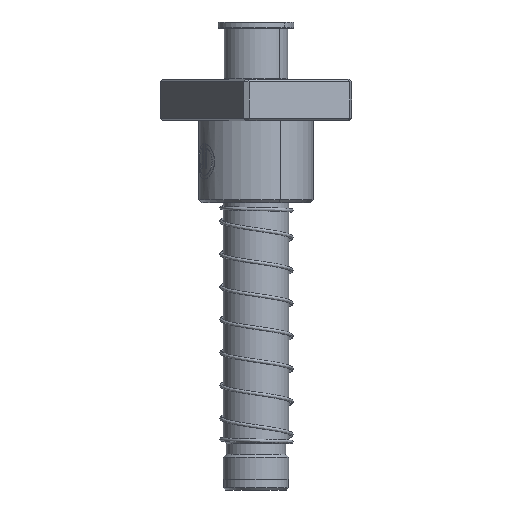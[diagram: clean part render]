
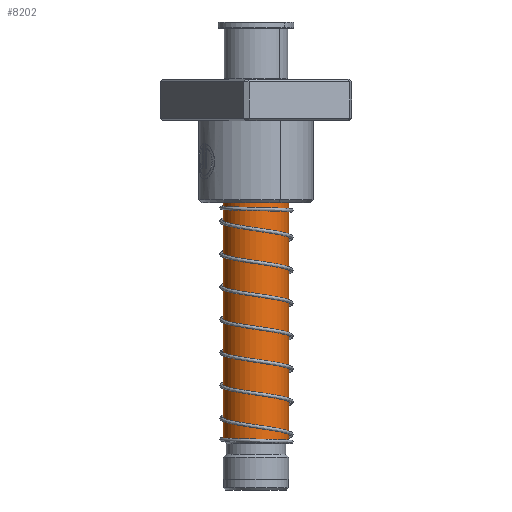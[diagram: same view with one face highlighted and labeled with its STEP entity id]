
A CAD part, front view. The second image highlights one B-rep face of the part: STEP entity #8202.
In plain terms, the highlighted cylindrical face has radius 16 mm (diameter 32 mm), a partial arc.
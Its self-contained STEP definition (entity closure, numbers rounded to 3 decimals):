
#2491 = ORIENTED_EDGE ( 'NONE', *, *, #6858, .F. ) ;
#2637 = EDGE_CURVE ( 'NONE', #15546, #8661, #3640, .T. ) ;
#3640 = CIRCLE ( 'NONE', #34532, 16. ) ;
#4618 = AXIS2_PLACEMENT_3D ( 'NONE', #33293, #25440, #17260 ) ;
#4658 = ORIENTED_EDGE ( 'NONE', *, *, #30580, .F. ) ;
#5506 = DIRECTION ( 'NONE',  ( 0., 0., -1. ) ) ;
#6122 = ORIENTED_EDGE ( 'NONE', *, *, #30679, .T. ) ;
#6286 = VECTOR ( 'NONE', #5506, 1000. ) ;
#6315 = DIRECTION ( 'NONE',  ( 0., 0., -1. ) ) ;
#6858 = EDGE_CURVE ( 'NONE', #15546, #29766, #14630, .T. ) ;
#6960 = DIRECTION ( 'NONE',  ( 0., 0., -1. ) ) ;
#7508 = CARTESIAN_POINT ( 'NONE',  ( 16., 0., 24. ) ) ;
#8202 = ADVANCED_FACE ( 'NONE', ( #32525 ), #11643, .T. ) ;
#8458 = LINE ( 'NONE', #30607, #32317 ) ;
#8661 = VERTEX_POINT ( 'NONE', #24209 ) ;
#10686 = CARTESIAN_POINT ( 'NONE',  ( 16., 0., 200. ) ) ;
#11643 = CYLINDRICAL_SURFACE ( 'NONE', #20343, 16. ) ;
#11829 = CIRCLE ( 'NONE', #4618, 16. ) ;
#14630 = LINE ( 'NONE', #10686, #6286 ) ;
#15546 = VERTEX_POINT ( 'NONE', #17862 ) ;
#16465 = DIRECTION ( 'NONE',  ( -1., 0., 0. ) ) ;
#16691 = DIRECTION ( 'NONE',  ( 0., 0., -1. ) ) ;
#17260 = DIRECTION ( 'NONE',  ( -1., 0., 0. ) ) ;
#17862 = CARTESIAN_POINT ( 'NONE',  ( 16., 0., 197.5 ) ) ;
#19484 = CARTESIAN_POINT ( 'NONE',  ( -16., 0., 24. ) ) ;
#19749 = CARTESIAN_POINT ( 'NONE',  ( 0., 0., 197.5 ) ) ;
#20343 = AXIS2_PLACEMENT_3D ( 'NONE', #32955, #16691, #16465 ) ;
#22170 = EDGE_LOOP ( 'NONE', ( #2491, #23093, #6122, #4658 ) ) ;
#23093 = ORIENTED_EDGE ( 'NONE', *, *, #2637, .T. ) ;
#24209 = CARTESIAN_POINT ( 'NONE',  ( -16., 0., 197.5 ) ) ;
#25023 = DIRECTION ( 'NONE',  ( 1., 0., 0. ) ) ;
#25440 = DIRECTION ( 'NONE',  ( 0., 0., -1. ) ) ;
#29766 = VERTEX_POINT ( 'NONE', #7508 ) ;
#30580 = EDGE_CURVE ( 'NONE', #29766, #34310, #11829, .T. ) ;
#30607 = CARTESIAN_POINT ( 'NONE',  ( -16., 0., 200. ) ) ;
#30679 = EDGE_CURVE ( 'NONE', #8661, #34310, #8458, .T. ) ;
#32317 = VECTOR ( 'NONE', #6960, 1000. ) ;
#32525 = FACE_OUTER_BOUND ( 'NONE', #22170, .T. ) ;
#32955 = CARTESIAN_POINT ( 'NONE',  ( 0., 0., 200. ) ) ;
#33293 = CARTESIAN_POINT ( 'NONE',  ( 0., 0., 24. ) ) ;
#34310 = VERTEX_POINT ( 'NONE', #19484 ) ;
#34532 = AXIS2_PLACEMENT_3D ( 'NONE', #19749, #6315, #25023 ) ;
